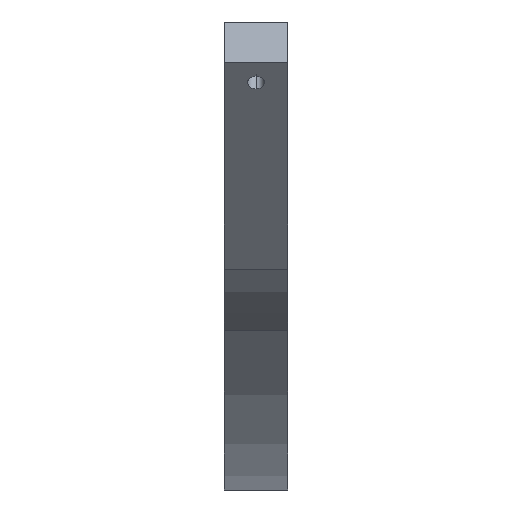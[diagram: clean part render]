
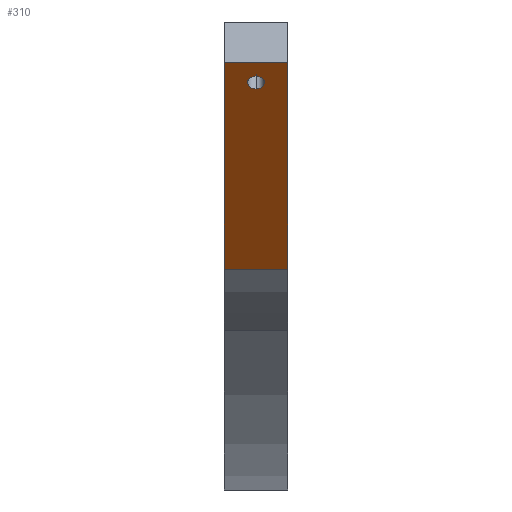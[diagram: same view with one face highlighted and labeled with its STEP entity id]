
A CAD part, top view. The second image highlights one B-rep face of the part: STEP entity #310.
In plain terms, the highlighted planar face has unit normal (0, -0.643, 0.766).
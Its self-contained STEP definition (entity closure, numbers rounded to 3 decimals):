
#32 = CARTESIAN_POINT ( 'NONE',  ( 0., 81.189, 239.376 ) ) ;
#36 = AXIS2_PLACEMENT_3D ( 'NONE', #143, #56, #549 ) ;
#45 = CARTESIAN_POINT ( 'NONE',  ( 6., 77.358, 236.162 ) ) ;
#56 = DIRECTION ( 'NONE',  ( 0., 0.643, -0.766 ) ) ;
#80 = CARTESIAN_POINT ( 'NONE',  ( 6., 76.171, 235.166 ) ) ;
#81 = ORIENTED_EDGE ( 'NONE', *, *, #120, .T. ) ;
#92 = ORIENTED_EDGE ( 'NONE', *, *, #479, .T. ) ;
#118 = VERTEX_POINT ( 'NONE', #499 ) ;
#120 = EDGE_CURVE ( 'NONE', #497, #118, #149, .T. ) ;
#125 = DIRECTION ( 'NONE',  ( 1., 0., 0. ) ) ;
#127 = VECTOR ( 'NONE', #125, 1000. ) ;
#143 = CARTESIAN_POINT ( 'NONE',  ( 0., 71.996, 231.663 ) ) ;
#147 = ORIENTED_EDGE ( 'NONE', *, *, #297, .T. ) ;
#149 = LINE ( 'NONE', #246, #519 ) ;
#162 = DIRECTION ( 'NONE',  ( 1., 0., 0. ) ) ;
#173 = CARTESIAN_POINT ( 'NONE',  ( 12., 81.189, 239.376 ) ) ;
#214 = EDGE_CURVE ( 'NONE', #520, #497, #484, .T. ) ;
#221 = CARTESIAN_POINT ( 'NONE',  ( 6., 78.546, 237.158 ) ) ;
#246 = CARTESIAN_POINT ( 'NONE',  ( 0., 41.945, 206.447 ) ) ;
#266 = DIRECTION ( 'NONE',  ( 0., 0.766, 0.643 ) ) ;
#268 = CARTESIAN_POINT ( 'NONE',  ( 0., 81.189, 239.376 ) ) ;
#271 = LINE ( 'NONE', #611, #316 ) ;
#283 = EDGE_CURVE ( 'NONE', #478, #444, #480, .T. ) ;
#297 = EDGE_CURVE ( 'NONE', #444, #478, #569, .T. ) ;
#309 = CARTESIAN_POINT ( 'NONE',  ( 0., 94.397, 250.459 ) ) ;
#310 = ADVANCED_FACE ( 'NONE', ( #385, #338 ), #536, .F. ) ;
#315 = AXIS2_PLACEMENT_3D ( 'NONE', #382, #622, #633 ) ;
#316 = VECTOR ( 'NONE', #266, 1000. ) ;
#322 = EDGE_LOOP ( 'NONE', ( #147, #353 ) ) ;
#329 = ORIENTED_EDGE ( 'NONE', *, *, #511, .F. ) ;
#338 = FACE_OUTER_BOUND ( 'NONE', #429, .T. ) ;
#342 = DIRECTION ( 'NONE',  ( 0., -0.766, -0.643 ) ) ;
#353 = ORIENTED_EDGE ( 'NONE', *, *, #283, .T. ) ;
#368 = LINE ( 'NONE', #268, #127 ) ;
#369 = CARTESIAN_POINT ( 'NONE',  ( 0., 41.945, 206.447 ) ) ;
#373 = ORIENTED_EDGE ( 'NONE', *, *, #214, .T. ) ;
#382 = CARTESIAN_POINT ( 'NONE',  ( 6., 77.358, 236.162 ) ) ;
#385 = FACE_BOUND ( 'NONE', #322, .T. ) ;
#429 = EDGE_LOOP ( 'NONE', ( #373, #81, #92, #329 ) ) ;
#444 = VERTEX_POINT ( 'NONE', #221 ) ;
#478 = VERTEX_POINT ( 'NONE', #80 ) ;
#479 = EDGE_CURVE ( 'NONE', #118, #533, #271, .T. ) ;
#480 = CIRCLE ( 'NONE', #512, 1.55 ) ;
#484 = LINE ( 'NONE', #309, #528 ) ;
#491 = DIRECTION ( 'NONE',  ( 0., 0.643, -0.766 ) ) ;
#497 = VERTEX_POINT ( 'NONE', #369 ) ;
#499 = CARTESIAN_POINT ( 'NONE',  ( 12., 41.945, 206.447 ) ) ;
#511 = EDGE_CURVE ( 'NONE', #520, #533, #368, .T. ) ;
#512 = AXIS2_PLACEMENT_3D ( 'NONE', #45, #491, #588 ) ;
#519 = VECTOR ( 'NONE', #162, 1000. ) ;
#520 = VERTEX_POINT ( 'NONE', #32 ) ;
#528 = VECTOR ( 'NONE', #342, 1000. ) ;
#533 = VERTEX_POINT ( 'NONE', #173 ) ;
#536 = PLANE ( 'NONE',  #36 ) ;
#549 = DIRECTION ( 'NONE',  ( 0., 0.766, 0.643 ) ) ;
#569 = CIRCLE ( 'NONE', #315, 1.55 ) ;
#588 = DIRECTION ( 'NONE',  ( 0., 0.766, 0.643 ) ) ;
#611 = CARTESIAN_POINT ( 'NONE',  ( 12., 71.996, 231.663 ) ) ;
#622 = DIRECTION ( 'NONE',  ( 0., 0.643, -0.766 ) ) ;
#633 = DIRECTION ( 'NONE',  ( 0., 0.766, 0.643 ) ) ;
